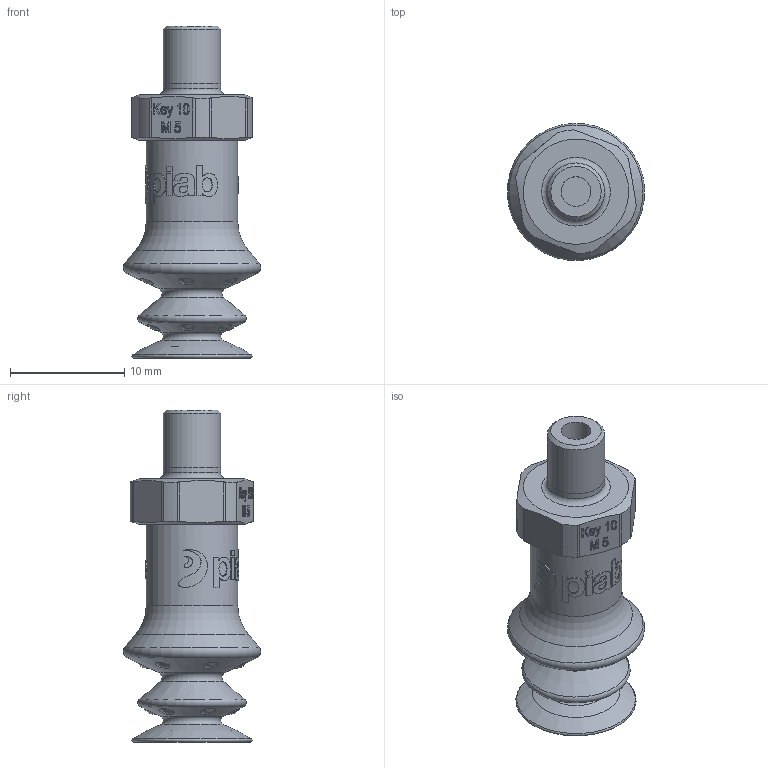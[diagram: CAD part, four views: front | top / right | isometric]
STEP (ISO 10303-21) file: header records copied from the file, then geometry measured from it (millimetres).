
FILE_DESCRIPTION( ( 'Unknown' ), '1' );
FILE_NAME( 'ISM-0900824.stp', 'Unknown', ( 'Unknown' ), ( 'Unknown' ), 'PSStep 17.0.49', 'Unknown', ' ' );
FILE_SCHEMA( ( 'AUTOMOTIVE_DESIGN { 1 0 10303 214 1 1 1 1 }' ) );
Length unit declared in the file: millimetre
Products named in the file (3): Assem1; SE-0408021; SE-0410459
Assembly tree (2 placements, depth 2):
  Assem1
    SE-0408021
    SE-0410459
Bounding box: 11.98 x 11.98 x 29 mm (x, y, z)
Volume: 1507.2 mm3; surface area: 1533.9 mm2
Topology: 2 solids, 2 shells, 337 faces, 889 edges, 585 vertices
Faces by surface type: plane 118, bspline 115, cylinder 48, torus 19, cone 14, revolution 12, extrusion 11
Full cylindrical faces by diameter (mm): 2.6 x1, 4.2 x1, 5 x3, 5.5 x3, 8 x1
Entity records: 17546 total; most frequent: CARTESIAN_POINT 7813, ORIENTED_EDGE 1594, DIRECTION 975, EDGE_CURVE 797, VERTEX_POINT 571, EDGE_LOOP 429, B_SPLINE_CURVE_WITH_KNOTS 384, FACE_OUTER_BOUND 370
